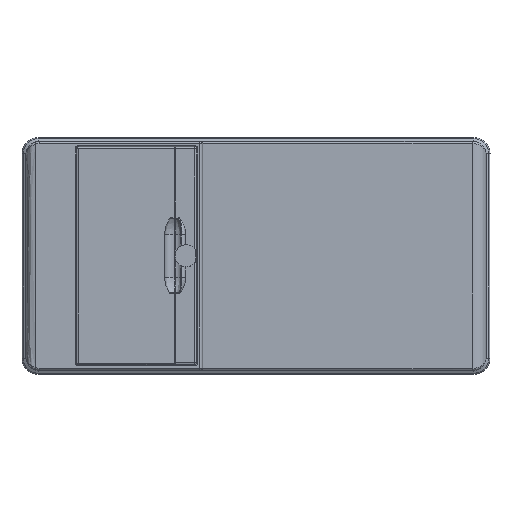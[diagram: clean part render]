
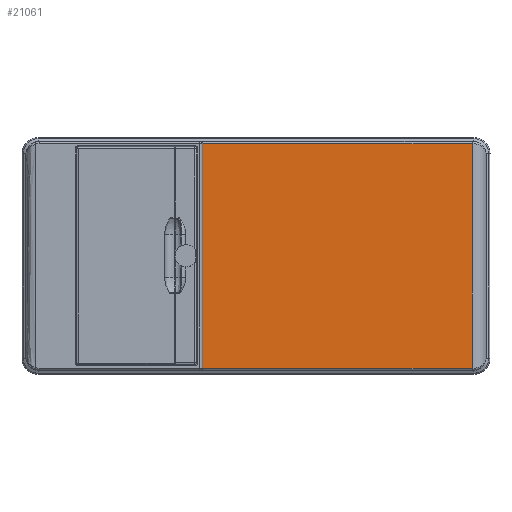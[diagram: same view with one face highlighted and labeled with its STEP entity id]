
A CAD part, top view. The second image highlights one B-rep face of the part: STEP entity #21061.
In plain terms, the highlighted planar face has unit normal (0, 0, 1).
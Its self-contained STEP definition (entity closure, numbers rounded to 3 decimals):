
#16052=DIRECTION('',(0.,1.,0.));
#16053=VECTOR('',#16052,208.793);
#16054=CARTESIAN_POINT('',(200.893,-104.397,
32.7));
#16055=LINE('',#16054,#16053);
#16106=DIRECTION('',(0.,1.,0.));
#16107=VECTOR('',#16106,208.762);
#16108=CARTESIAN_POINT('',(-49.695,-104.381,32.7));
#16109=LINE('',#16108,#16107);
#19083=CARTESIAN_POINT('',(-49.695,-104.381,32.7));
#19084=CARTESIAN_POINT('',(-49.695,-104.386,32.7));
#19085=CARTESIAN_POINT('',(-49.695,-104.391,32.7));
#19086=CARTESIAN_POINT('',(-49.695,-104.397,32.7));
#19112=DIRECTION('',(1.,0.,0.));
#19113=VECTOR('',#19112,250.588);
#19114=CARTESIAN_POINT('',(-49.695,-104.397,32.7));
#19115=LINE('',#19114,#19113);
#19518=DIRECTION('',(1.,0.,0.));
#19519=VECTOR('',#19518,250.588);
#19520=CARTESIAN_POINT('',(-49.695,104.397,32.7));
#19521=LINE('',#19520,#19519);
#19542=CARTESIAN_POINT('',(-49.695,104.381,32.7));
#19543=CARTESIAN_POINT('',(-49.695,104.386,32.7));
#19544=CARTESIAN_POINT('',(-49.695,104.391,32.7));
#19545=CARTESIAN_POINT('',(-49.695,104.397,32.7));
#20186=CARTESIAN_POINT('',(200.893,-104.397,32.7));
#20187=VERTEX_POINT('',#20186);
#20203=VERTEX_POINT('',#19083);
#20204=VERTEX_POINT('',#19086);
#20325=CARTESIAN_POINT('',(200.893,104.397,32.7));
#20326=VERTEX_POINT('',#20325);
#20342=VERTEX_POINT('',#19542);
#20343=VERTEX_POINT('',#19545);
#21043=CARTESIAN_POINT('',(0.,0.,32.7));
#21044=DIRECTION('',(0.,0.,1.));
#21045=DIRECTION('',(1.,0.,0.));
#21046=AXIS2_PLACEMENT_3D('',#21043,#21044,#21045);
#21047=PLANE('',#21046);
#21049=ORIENTED_EDGE('',*,*,#21048,.T.);
#21051=ORIENTED_EDGE('',*,*,#21050,.T.);
#21053=ORIENTED_EDGE('',*,*,#21052,.T.);
#21054=ORIENTED_EDGE('',*,*,#21029,.F.);
#21056=ORIENTED_EDGE('',*,*,#21055,.F.);
#21058=ORIENTED_EDGE('',*,*,#21057,.F.);
#21059=EDGE_LOOP('',(#21049,#21051,#21053,#21054,#21056,#21058));
#21060=FACE_OUTER_BOUND('',#21059,.F.);
#21061=ADVANCED_FACE('',(#21060),#21047,.T.);
#19087=B_SPLINE_CURVE_WITH_KNOTS('',3,(#19083,#19084,#19085,#19086),
.UNSPECIFIED.,.F.,.F.,(4,4),(0.,1.),.UNSPECIFIED.);
#19546=B_SPLINE_CURVE_WITH_KNOTS('',3,(#19542,#19543,#19544,#19545),
.UNSPECIFIED.,.F.,.F.,(4,4),(0.,1.),.UNSPECIFIED.);
#21029=EDGE_CURVE('',#20187,#20326,#16055,.T.);
#21048=EDGE_CURVE('',#20203,#20342,#16109,.T.);
#21050=EDGE_CURVE('',#20342,#20343,#19546,.T.);
#21052=EDGE_CURVE('',#20343,#20326,#19521,.T.);
#21055=EDGE_CURVE('',#20204,#20187,#19115,.T.);
#21057=EDGE_CURVE('',#20203,#20204,#19087,.T.);
